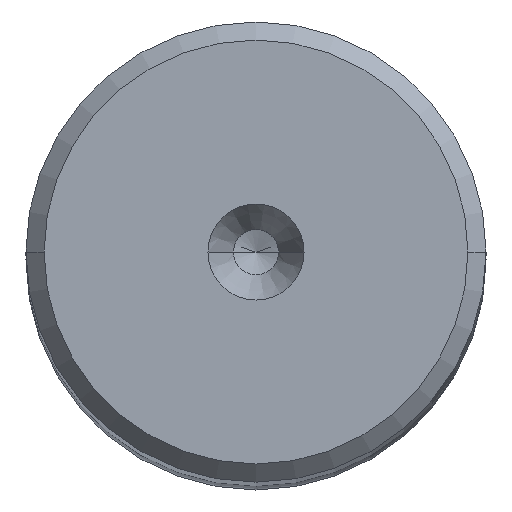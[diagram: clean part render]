
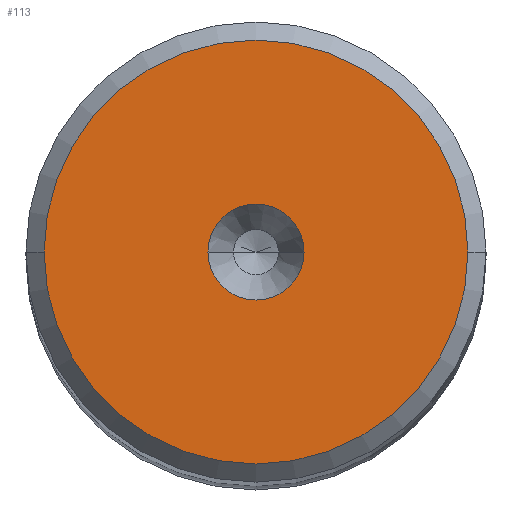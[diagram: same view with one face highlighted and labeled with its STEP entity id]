
A CAD part, top view. The second image highlights one B-rep face of the part: STEP entity #113.
In plain terms, the highlighted planar face has unit normal (0, 0, 1).
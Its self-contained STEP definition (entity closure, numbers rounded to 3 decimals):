
#88=PLANE('',#740);
#91=FACE_BOUND('',#211,.T.);
#92=FACE_BOUND('',#212,.T.);
#113=ADVANCED_FACE('',(#91,#92),#88,.T.);
#211=EDGE_LOOP('',(#266,#267,#268,#269));
#212=EDGE_LOOP('',(#270,#271));
#266=ORIENTED_EDGE('',*,*,#485,.T.);
#267=ORIENTED_EDGE('',*,*,#486,.T.);
#268=ORIENTED_EDGE('',*,*,#487,.T.);
#269=ORIENTED_EDGE('',*,*,#488,.T.);
#270=ORIENTED_EDGE('',*,*,#489,.T.);
#271=ORIENTED_EDGE('',*,*,#490,.T.);
#430=VERTEX_POINT('',#1128);
#431=VERTEX_POINT('',#1129);
#432=VERTEX_POINT('',#1131);
#433=VERTEX_POINT('',#1133);
#434=VERTEX_POINT('',#1136);
#435=VERTEX_POINT('',#1137);
#485=EDGE_CURVE('',#430,#431,#601,.T.);
#486=EDGE_CURVE('',#431,#432,#602,.T.);
#487=EDGE_CURVE('',#432,#433,#603,.T.);
#488=EDGE_CURVE('',#433,#430,#604,.T.);
#489=EDGE_CURVE('',#434,#435,#605,.T.);
#490=EDGE_CURVE('',#435,#434,#606,.T.);
#601=CIRCLE('',#734,11.7);
#602=CIRCLE('',#735,11.7);
#603=CIRCLE('',#736,11.7);
#604=CIRCLE('',#737,11.7);
#605=CIRCLE('',#738,2.65);
#606=CIRCLE('',#739,2.65);
#734=AXIS2_PLACEMENT_3D('',#1127,#881,#882);
#735=AXIS2_PLACEMENT_3D('',#1130,#883,#884);
#736=AXIS2_PLACEMENT_3D('',#1132,#885,#886);
#737=AXIS2_PLACEMENT_3D('',#1134,#887,#888);
#738=AXIS2_PLACEMENT_3D('',#1135,#889,#890);
#739=AXIS2_PLACEMENT_3D('',#1138,#891,#892);
#740=AXIS2_PLACEMENT_3D('',#1139,#893,#894);
#881=DIRECTION('',(0.,0.,1.));
#882=DIRECTION('',(0.,1.,0.));
#883=DIRECTION('',(0.,0.,1.));
#884=DIRECTION('',(-1.,0.,0.));
#885=DIRECTION('',(0.,0.,1.));
#886=DIRECTION('',(0.,-1.,0.));
#887=DIRECTION('',(0.,0.,1.));
#888=DIRECTION('',(1.,0.,0.));
#889=DIRECTION('',(0.,0.,-1.));
#890=DIRECTION('',(-1.,0.,0.));
#891=DIRECTION('',(0.,0.,-1.));
#892=DIRECTION('',(1.,0.,0.));
#893=DIRECTION('',(0.,0.,1.));
#894=DIRECTION('',(-1.,0.,0.));
#1127=CARTESIAN_POINT('',(0.,0.,0.));
#1128=CARTESIAN_POINT('',(0.,11.7,0.));
#1129=CARTESIAN_POINT('',(-11.7,0.,0.));
#1130=CARTESIAN_POINT('',(0.,0.,0.));
#1131=CARTESIAN_POINT('',(0.,-11.7,0.));
#1132=CARTESIAN_POINT('',(0.,0.,0.));
#1133=CARTESIAN_POINT('',(11.7,0.,0.));
#1134=CARTESIAN_POINT('',(0.,0.,0.));
#1135=CARTESIAN_POINT('',(0.,0.,0.));
#1136=CARTESIAN_POINT('',(-2.65,0.,0.));
#1137=CARTESIAN_POINT('',(2.65,0.,0.));
#1138=CARTESIAN_POINT('',(0.,0.,0.));
#1139=CARTESIAN_POINT('',(0.,0.,0.));
